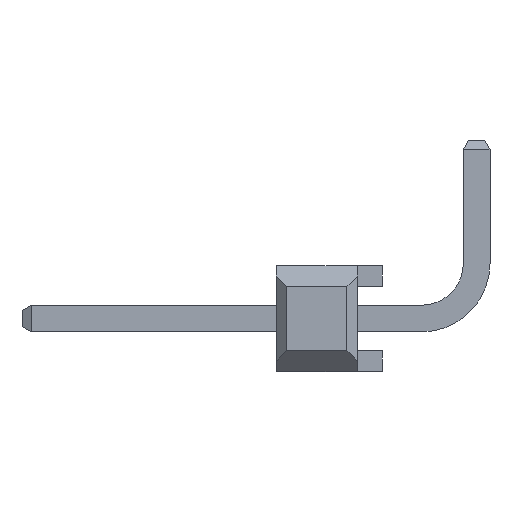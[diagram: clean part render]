
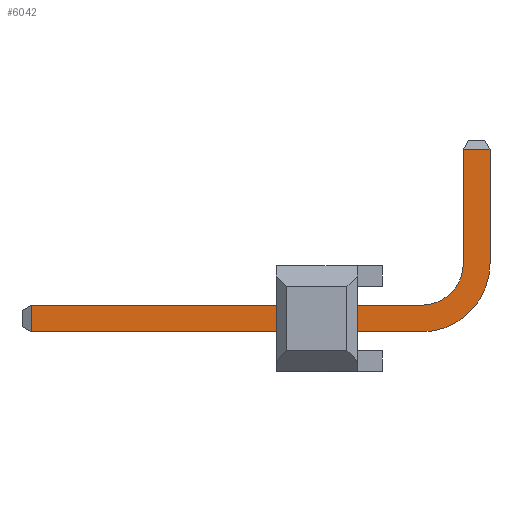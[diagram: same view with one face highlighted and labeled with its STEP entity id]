
A CAD part, left-side view. The second image highlights one B-rep face of the part: STEP entity #6042.
In plain terms, the highlighted planar face has unit normal (-1, 0, 0).
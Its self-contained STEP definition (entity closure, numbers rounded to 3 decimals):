
#5686=DIRECTION('',(0.,1.,0.));
#5687=VECTOR('',#5686,0.64);
#5688=CARTESIAN_POINT('',(-0.32,-0.32,9.223));
#5689=LINE('',#5688,#5687);
#5700=DIRECTION('',(0.,0.,-1.));
#5701=VECTOR('',#5700,9.363);
#5702=CARTESIAN_POINT('',(-0.32,-0.32,9.223));
#5703=LINE('',#5702,#5701);
#5707=CARTESIAN_POINT('',(-0.32,-1.32,-0.14));
#5708=DIRECTION('',(-1.,0.,0.));
#5709=DIRECTION('',(0.,1.,0.));
#5710=AXIS2_PLACEMENT_3D('',#5707,#5708,#5709);
#5715=DIRECTION('',(0.,-1.,0.));
#5716=VECTOR('',#5715,2.733);
#5717=CARTESIAN_POINT('',(-0.32,-1.32,-1.14));
#5718=LINE('',#5717,#5716);
#5751=DIRECTION('',(0.,0.,-1.));
#5752=VECTOR('',#5751,9.363);
#5753=CARTESIAN_POINT('',(-0.32,0.32,9.223));
#5754=LINE('',#5753,#5752);
#5765=CARTESIAN_POINT('',(-0.32,-1.32,-0.14));
#5766=DIRECTION('',(-1.,0.,0.));
#5767=DIRECTION('',(0.,1.,0.));
#5768=AXIS2_PLACEMENT_3D('',#5765,#5766,#5767);
#5780=DIRECTION('',(0.,-1.,0.));
#5781=VECTOR('',#5780,2.733);
#5782=CARTESIAN_POINT('',(-0.32,-1.32,-1.78));
#5783=LINE('',#5782,#5781);
#5850=DIRECTION('',(0.,0.,-1.));
#5851=VECTOR('',#5850,0.64);
#5852=CARTESIAN_POINT('',(-0.32,-4.053,-1.14));
#5853=LINE('',#5852,#5851);
#5901=CARTESIAN_POINT('',(-0.32,-0.32,-0.14));
#5903=VERTEX_POINT('',#5901);
#5904=CARTESIAN_POINT('',(-0.32,0.32,-0.14));
#5906=VERTEX_POINT('',#5904);
#5909=CARTESIAN_POINT('',(-0.32,-1.32,-1.14));
#5911=VERTEX_POINT('',#5909);
#5912=CARTESIAN_POINT('',(-0.32,-1.32,-1.78));
#5914=VERTEX_POINT('',#5912);
#5920=CARTESIAN_POINT('',(-0.32,0.32,9.223));
#5922=VERTEX_POINT('',#5920);
#5930=CARTESIAN_POINT('',(-0.32,-0.32,9.223));
#5931=VERTEX_POINT('',#5930);
#5942=CARTESIAN_POINT('',(-0.32,-4.053,-1.78));
#5943=VERTEX_POINT('',#5942);
#5946=CARTESIAN_POINT('',(-0.32,-4.053,-1.14));
#5947=VERTEX_POINT('',#5946);
#6020=CARTESIAN_POINT('',(-0.32,-0.32,9.44));
#6021=DIRECTION('',(-1.,0.,0.));
#6022=DIRECTION('',(0.,1.,0.));
#6023=AXIS2_PLACEMENT_3D('',#6020,#6021,#6022);
#6024=PLANE('',#6023);
#6025=ORIENTED_EDGE('',*,*,#6014,.F.);
#6027=ORIENTED_EDGE('',*,*,#6026,.T.);
#6029=ORIENTED_EDGE('',*,*,#6028,.T.);
#6031=ORIENTED_EDGE('',*,*,#6030,.T.);
#6033=ORIENTED_EDGE('',*,*,#6032,.T.);
#6035=ORIENTED_EDGE('',*,*,#6034,.F.);
#6037=ORIENTED_EDGE('',*,*,#6036,.F.);
#6039=ORIENTED_EDGE('',*,*,#6038,.F.);
#6040=EDGE_LOOP('',(#6025,#6027,#6029,#6031,#6033,#6035,#6037,#6039));
#6041=FACE_OUTER_BOUND('',#6040,.F.);
#6042=ADVANCED_FACE('',(#6041),#6024,.T.);
#5711=CIRCLE('',#5710,1.);
#5769=CIRCLE('',#5768,1.64);
#6014=EDGE_CURVE('',#5931,#5922,#5689,.T.);
#6026=EDGE_CURVE('',#5931,#5903,#5703,.T.);
#6028=EDGE_CURVE('',#5903,#5911,#5711,.T.);
#6030=EDGE_CURVE('',#5911,#5947,#5718,.T.);
#6032=EDGE_CURVE('',#5947,#5943,#5853,.T.);
#6034=EDGE_CURVE('',#5914,#5943,#5783,.T.);
#6036=EDGE_CURVE('',#5906,#5914,#5769,.T.);
#6038=EDGE_CURVE('',#5922,#5906,#5754,.T.);
